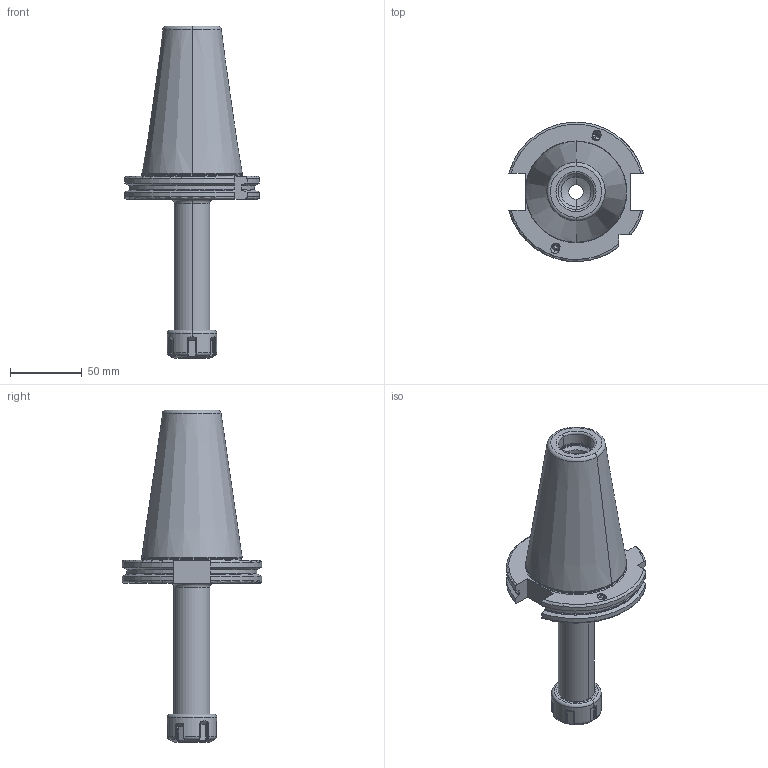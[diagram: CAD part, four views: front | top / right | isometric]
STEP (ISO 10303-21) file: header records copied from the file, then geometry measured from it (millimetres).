
FILE_DESCRIPTION((''),'2;1');
FILE_NAME('503_02_13_130','2021-03-30T',('103090'),(''),'CREO PARAMETRIC BY PTC INC, 2016260','CREO PARAMETRIC BY PTC INC, 2016260','');
FILE_SCHEMA(('CONFIG_CONTROL_DESIGN'));
Length unit declared in the file: millimetre
Products named in the file (1): 503_02_13_130
Bounding box: 94.05 x 97.31 x 231.75 mm (x, y, z)
Volume: 360430.1 mm3; surface area: 60263.6 mm2
Topology: 1 solids, 1 shells, 334 faces, 809 edges, 482 vertices
Faces by surface type: cylinder 85, plane 79, bspline 62, torus 52, cone 44, sphere 12
Entity records: 12658 total; most frequent: CARTESIAN_POINT 5328, ORIENTED_EDGE 1606, DIRECTION 1378, EDGE_CURVE 803, AXIS2_PLACEMENT_3D 530, VERTEX_POINT 482, EDGE_LOOP 351, FACE_OUTER_BOUND 334
